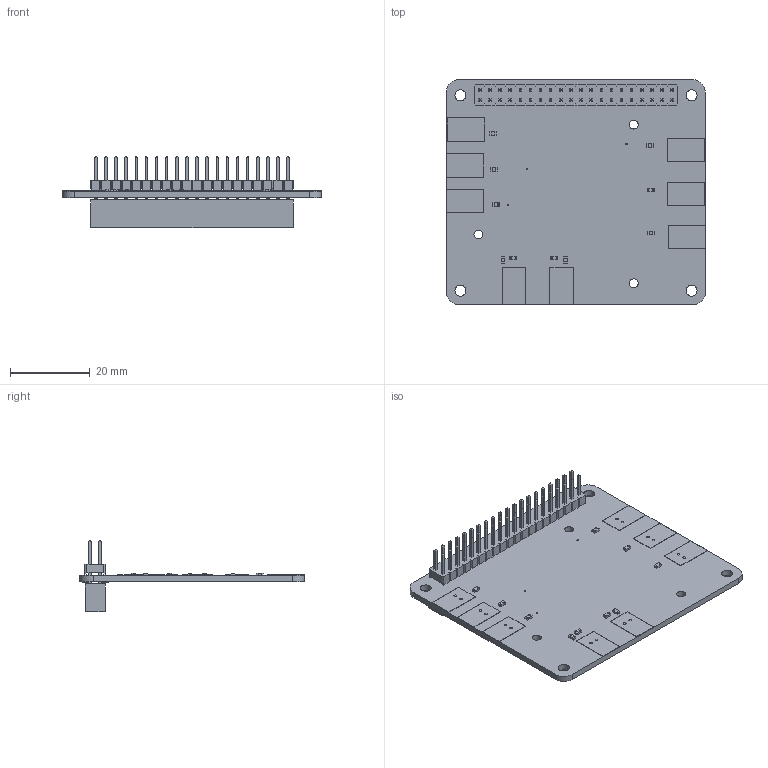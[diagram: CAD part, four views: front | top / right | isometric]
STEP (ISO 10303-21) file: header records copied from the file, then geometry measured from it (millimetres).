
FILE_DESCRIPTION(/* description */ (''),/* implementation_level */ '2;1');
FILE_NAME(/* name */ 'f1c93996-1e1b-4a42-8c3f-0ec0dd29d306.stp',/* time_stamp */ '2022-04-05T16:45:22+00:00',/* author */ (''),/* organization */ (''),/* preprocessor_version */ 'ST-DEVELOPER v18.1',/* originating_system */ 'Autodesk Translation Framework v10.14.0.1471',/* authorisation */ '');
FILE_SCHEMA (('AUTOMOTIVE_DESIGN { 1 0 10303 214 3 1 1 }'));
Length unit declared in the file: millimetre
Products named in the file (11): f1c93996-1e1b-4a42-8c3f-0ec0dd29d306; PCB Component; Board;  61304021121 ; 6130xx21121_PIN; 61304021121 (1);  61004021821 ; 610x4021821_Housing; 610xxx21821_Pin; 1K; 2WAY-SILJST-S2B-PH-K-S
Assembly tree (104 placements, depth 4):
  f1c93996-1e1b-4a42-8c3f-0ec0dd29d306
    PCB Component
      Board
       61304021121 
        6130xx21121_PIN  x40
        61304021121 (1)
       61004021821 
        610x4021821_Housing
        610xxx21821_Pin  x40
      1K  x10
      2WAY-SILJST-S2B-PH-K-S  x8
Bounding box: 65 x 56.5 x 17.86 mm (x, y, z)
Volume: 7931.2 mm3; surface area: 14509.9 mm2
Topology: 101 solids, 101 shells, 5059 faces, 12948 edges, 8112 vertices
Faces by surface type: plane 3469, cylinder 1350, sphere 160, bspline 80
Full cylindrical faces by diameter (mm): 0.35 x3, 0.7 x16, 1.1 x40, 2.2 x3, 2.75 x4
Entity records: 37668 total; most frequent: CARTESIAN_POINT 6537, ORIENTED_EDGE 6234, DIRECTION 5890, EDGE_CURVE 3117, LINE 2870, VECTOR 2870, VERTEX_POINT 1975, AXIS2_PLACEMENT_3D 1510
